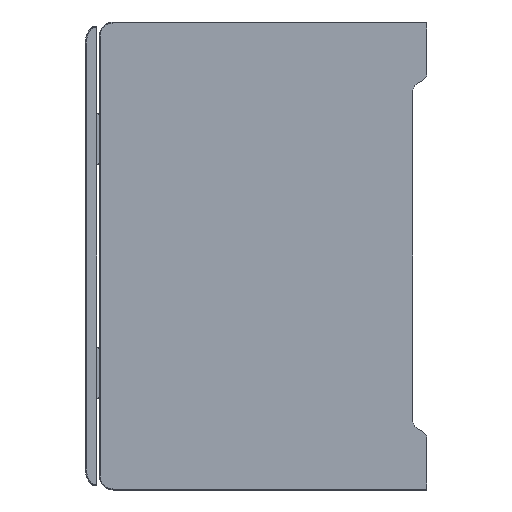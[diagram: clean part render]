
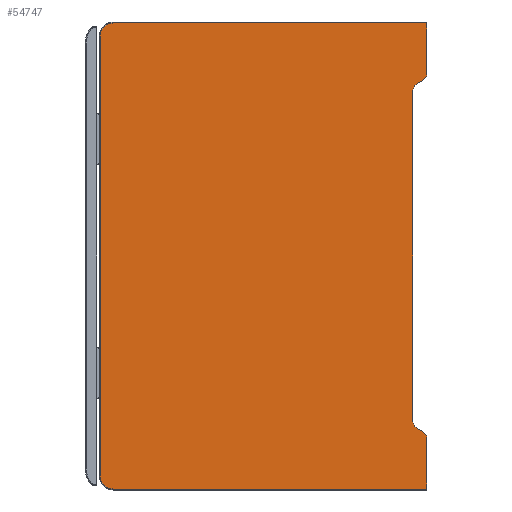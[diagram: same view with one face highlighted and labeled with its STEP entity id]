
A CAD part, left-side view. The second image highlights one B-rep face of the part: STEP entity #54747.
In plain terms, the highlighted planar face has unit normal (-1, 0, 0).
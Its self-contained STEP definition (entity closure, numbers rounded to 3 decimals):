
#17407=CARTESIAN_POINT('',(-103.5,67.,-47.));
#17408=DIRECTION('',(1.,0.,0.));
#17409=DIRECTION('',(0.,0.,-1.));
#17410=AXIS2_PLACEMENT_3D('',#17407,#17408,#17409);
#17412=CARTESIAN_POINT('',(-103.5,67.,47.));
#17413=DIRECTION('',(1.,0.,0.));
#17414=DIRECTION('',(0.,1.,0.));
#17415=AXIS2_PLACEMENT_3D('',#17412,#17413,#17414);
#17417=DIRECTION('',(0.,0.,-1.));
#17418=VECTOR('',#17417,10.8);
#17419=CARTESIAN_POINT('',(-103.5,0.,49.8));
#17420=LINE('',#17419,#17418);
#17421=CARTESIAN_POINT('',(-103.5,1.732,39.));
#17422=DIRECTION('',(1.,0.,0.));
#17423=DIRECTION('',(0.,-1.,0.));
#17424=AXIS2_PLACEMENT_3D('',#17421,#17422,#17423);
#17426=DIRECTION('',(0.,0.866,-0.5));
#17427=VECTOR('',#17426,1.309);
#17428=CARTESIAN_POINT('',(-103.5,0.866,37.5));
#17429=LINE('',#17428,#17427);
#17430=CARTESIAN_POINT('',(-103.5,1.,35.113));
#17431=DIRECTION('',(-1.,0.,0.));
#17432=DIRECTION('',(0.,0.5,0.866));
#17433=AXIS2_PLACEMENT_3D('',#17430,#17431,#17432);
#17435=DIRECTION('',(0.,0.,-1.));
#17436=VECTOR('',#17435,70.226);
#17437=CARTESIAN_POINT('',(-103.5,3.,35.113));
#17438=LINE('',#17437,#17436);
#17439=CARTESIAN_POINT('',(-103.5,1.,-35.113));
#17440=DIRECTION('',(-1.,0.,0.));
#17441=DIRECTION('',(0.,1.,0.));
#17442=AXIS2_PLACEMENT_3D('',#17439,#17440,#17441);
#17444=DIRECTION('',(0.,-0.866,-0.5));
#17445=VECTOR('',#17444,1.309);
#17446=CARTESIAN_POINT('',(-103.5,2.,-36.845));
#17447=LINE('',#17446,#17445);
#17448=CARTESIAN_POINT('',(-103.5,1.732,-39.));
#17449=DIRECTION('',(1.,0.,0.));
#17450=DIRECTION('',(0.,-0.5,0.866));
#17451=AXIS2_PLACEMENT_3D('',#17448,#17449,#17450);
#17453=DIRECTION('',(0.,0.,-1.));
#17454=VECTOR('',#17453,10.8);
#17455=CARTESIAN_POINT('',(-103.5,0.,-39.));
#17456=LINE('',#17455,#17454);
#17461=DIRECTION('',(0.,-1.,0.));
#17462=VECTOR('',#17461,67.);
#17463=CARTESIAN_POINT('',(-103.5,67.,
-49.8));
#17464=LINE('',#17463,#17462);
#17465=DIRECTION('',(0.,0.,-1.));
#17466=VECTOR('',#17465,94.);
#17467=CARTESIAN_POINT('',(-103.5,69.8,
47.));
#17468=LINE('',#17467,#17466);
#17496=DIRECTION('',(0.,1.,0.));
#17497=VECTOR('',#17496,67.);
#17498=CARTESIAN_POINT('',(-103.5,0.,49.8));
#17499=LINE('',#17498,#17497);
#30532=CARTESIAN_POINT('',(-103.5,0.,-49.8));
#30533=VERTEX_POINT('',#30532);
#30534=CARTESIAN_POINT('',(-103.5,0.,-39.));
#30535=VERTEX_POINT('',#30534);
#30656=CARTESIAN_POINT('',(-103.5,0.,39.));
#30657=VERTEX_POINT('',#30656);
#30658=CARTESIAN_POINT('',(-103.5,0.,49.8));
#30659=VERTEX_POINT('',#30658);
#31515=CARTESIAN_POINT('',(-103.5,3.,-35.113));
#31517=VERTEX_POINT('',#31515);
#31519=CARTESIAN_POINT('',(-103.5,3.,35.113));
#31520=VERTEX_POINT('',#31519);
#33101=CARTESIAN_POINT('',(-103.5,0.866,-37.5));
#33102=VERTEX_POINT('',#33101);
#33103=CARTESIAN_POINT('',(-103.5,67.,
-49.8));
#33104=VERTEX_POINT('',#33103);
#33105=CARTESIAN_POINT('',(-103.5,69.8,
-47.));
#33106=VERTEX_POINT('',#33105);
#33107=CARTESIAN_POINT('',(-103.5,69.8,
47.));
#33108=VERTEX_POINT('',#33107);
#33109=CARTESIAN_POINT('',(-103.5,67.,
49.8));
#33110=VERTEX_POINT('',#33109);
#33111=CARTESIAN_POINT('',(-103.5,0.866,37.5));
#33112=VERTEX_POINT('',#33111);
#33113=CARTESIAN_POINT('',(-103.5,2.,36.845));
#33114=VERTEX_POINT('',#33113);
#33115=CARTESIAN_POINT('',(-103.5,2.,-36.845));
#33116=VERTEX_POINT('',#33115);
#54715=CARTESIAN_POINT('',(-103.5,0.,-50.));
#54716=DIRECTION('',(-1.,0.,0.));
#54717=DIRECTION('',(0.,0.,1.));
#54718=AXIS2_PLACEMENT_3D('',#54715,#54716,#54717);
#54719=PLANE('',#54718);
#54721=ORIENTED_EDGE('',*,*,#54720,.F.);
#54722=ORIENTED_EDGE('',*,*,#54705,.T.);
#54724=ORIENTED_EDGE('',*,*,#54723,.F.);
#54726=ORIENTED_EDGE('',*,*,#54725,.T.);
#54728=ORIENTED_EDGE('',*,*,#54727,.F.);
#54729=ORIENTED_EDGE('',*,*,#39189,.T.);
#54731=ORIENTED_EDGE('',*,*,#54730,.T.);
#54733=ORIENTED_EDGE('',*,*,#54732,.T.);
#54735=ORIENTED_EDGE('',*,*,#54734,.T.);
#54737=ORIENTED_EDGE('',*,*,#54736,.T.);
#54739=ORIENTED_EDGE('',*,*,#54738,.T.);
#54741=ORIENTED_EDGE('',*,*,#54740,.T.);
#54743=ORIENTED_EDGE('',*,*,#54742,.T.);
#54744=ORIENTED_EDGE('',*,*,#38428,.T.);
#54745=EDGE_LOOP('',(#54721,#54722,#54724,#54726,#54728,#54729,#54731,#54733,
#54735,#54737,#54739,#54741,#54743,#54744));
#54746=FACE_OUTER_BOUND('',#54745,.F.);
#17411=CIRCLE('',#17410,2.8);
#17416=CIRCLE('',#17415,2.8);
#17425=CIRCLE('',#17424,1.732);
#17434=CIRCLE('',#17433,2.);
#17443=CIRCLE('',#17442,2.);
#17452=CIRCLE('',#17451,1.732);
#38428=EDGE_CURVE('',#30535,#30533,#17456,.T.);
#39189=EDGE_CURVE('',#30659,#30657,#17420,.T.);
#54705=EDGE_CURVE('',#33104,#33106,#17411,.T.);
#54720=EDGE_CURVE('',#33104,#30533,#17464,.T.);
#54723=EDGE_CURVE('',#33108,#33106,#17468,.T.);
#54725=EDGE_CURVE('',#33108,#33110,#17416,.T.);
#54727=EDGE_CURVE('',#30659,#33110,#17499,.T.);
#54730=EDGE_CURVE('',#30657,#33112,#17425,.T.);
#54732=EDGE_CURVE('',#33112,#33114,#17429,.T.);
#54734=EDGE_CURVE('',#33114,#31520,#17434,.T.);
#54736=EDGE_CURVE('',#31520,#31517,#17438,.T.);
#54738=EDGE_CURVE('',#31517,#33116,#17443,.T.);
#54740=EDGE_CURVE('',#33116,#33102,#17447,.T.);
#54742=EDGE_CURVE('',#33102,#30535,#17452,.T.);
#54747=ADVANCED_FACE('',(#54746),#54719,.T.);
